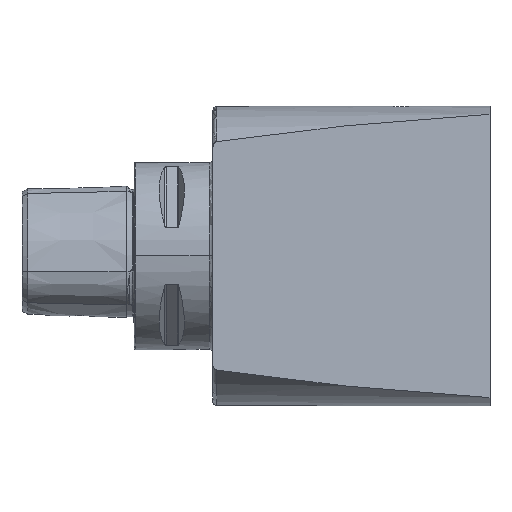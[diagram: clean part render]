
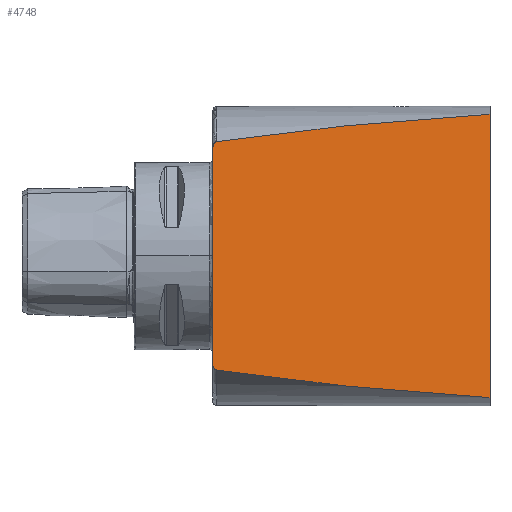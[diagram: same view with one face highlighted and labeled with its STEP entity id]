
A CAD part, top view. The second image highlights one B-rep face of the part: STEP entity #4748.
In plain terms, the highlighted planar face has unit normal (0.174, 0, 0.985).
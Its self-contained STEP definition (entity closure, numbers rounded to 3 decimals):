
#170 = CARTESIAN_POINT ( 'NONE',  ( 21.84, -30.483, 25.9 ) ) ;
#545 = CARTESIAN_POINT ( 'NONE',  ( 21., 29.187, 26.048 ) ) ;
#550 = EDGE_CURVE ( 'NONE', #2514, #7675, #6594, .T. ) ;
#753 = CARTESIAN_POINT ( 'NONE',  ( 68.216, -36.206, 17.723 ) ) ;
#996 = CARTESIAN_POINT ( 'NONE',  ( 21.44, -30.213, 25.971 ) ) ;
#1015 = EDGE_CURVE ( 'NONE', #9304, #3268, #2735, .T. ) ;
#1412 = CARTESIAN_POINT ( 'NONE',  ( 21., 29.026, 26.048 ) ) ;
#1426 = FACE_OUTER_BOUND ( 'NONE', #1442, .T. ) ;
#1442 = EDGE_LOOP ( 'NONE', ( #5940, #8749, #7779, #5190, #4977, #6105 ) ) ;
#1547 = DIRECTION ( 'NONE',  ( 0., 1., 0. ) ) ;
#1570 = CARTESIAN_POINT ( 'NONE',  ( 43.599, -33.736, 22.063 ) ) ;
#1806 = CARTESIAN_POINT ( 'NONE',  ( 21.085, -29.675, 26.033 ) ) ;
#2217 = CARTESIAN_POINT ( 'NONE',  ( 21.167, 29.81, 26.019 ) ) ;
#2242 = CARTESIAN_POINT ( 'NONE',  ( 68.216, 36.206, 17.723 ) ) ;
#2514 = VERTEX_POINT ( 'NONE', #8679 ) ;
#2641 = CARTESIAN_POINT ( 'NONE',  ( 21., -29.026, 26.048 ) ) ;
#2694 = DIRECTION ( 'NONE',  ( 0., -1., 0. ) ) ;
#2735 =( BOUNDED_CURVE ( )  B_SPLINE_CURVE ( 3, ( #6525, #753, #1570, #7363 ),
 .UNSPECIFIED., .F., .F. ) 
 B_SPLINE_CURVE_WITH_KNOTS ( ( 4, 4 ),
 ( 5.043, 5.416 ),
 .UNSPECIFIED. ) 
 CURVE ( )  GEOMETRIC_REPRESENTATION_ITEM ( )  RATIONAL_B_SPLINE_CURVE ( ( 1., 0.988, 0.988, 1. ) ) 
 REPRESENTATION_ITEM ( '' )  );
#3011 = B_SPLINE_CURVE_WITH_KNOTS ( 'NONE', 3,
 ( #5128, #170, #5952, #996, #6787, #1806, #7610, #2641 ),
 .UNSPECIFIED., .F., .F.,
 ( 4, 2, 2, 4 ),
 ( 0., 0., 0.001, 0.002 ),
 .UNSPECIFIED. ) ;
#3075 = CARTESIAN_POINT ( 'NONE',  ( 21.44, 30.212, 25.971 ) ) ;
#3268 = VERTEX_POINT ( 'NONE', #4928 ) ;
#3651 = EDGE_CURVE ( 'NONE', #3268, #5585, #3011, .T. ) ;
#3909 = CARTESIAN_POINT ( 'NONE',  ( 21.84, 30.483, 25.9 ) ) ;
#3966 = DIRECTION ( 'NONE',  ( -0.985, 0., 0.174 ) ) ;
#4336 = VERTEX_POINT ( 'NONE', #8207 ) ;
#4703 = CARTESIAN_POINT ( 'NONE',  ( 21.022, 29.35, 26.044 ) ) ;
#4736 = EDGE_CURVE ( 'NONE', #7675, #4336, #5797, .T. ) ;
#4748 = ADVANCED_FACE ( 'NONE', ( #1426 ), #8083, .F. ) ;
#4928 = CARTESIAN_POINT ( 'NONE',  ( 22., -30.506, 25.872 ) ) ;
#4977 = ORIENTED_EDGE ( 'NONE', *, *, #7268, .F. ) ;
#5128 = CARTESIAN_POINT ( 'NONE',  ( 22., -30.506, 25.872 ) ) ;
#5190 = ORIENTED_EDGE ( 'NONE', *, *, #1015, .F. ) ;
#5365 = LINE ( 'NONE', #8474, #7559 ) ;
#5585 = VERTEX_POINT ( 'NONE', #6450 ) ;
#5789 = VECTOR ( 'NONE', #1547, 1000. ) ;
#5797 =( BOUNDED_CURVE ( )  B_SPLINE_CURVE ( 3, ( #8835, #6386, #2242, #8049 ),
 .UNSPECIFIED., .F., .F. ) 
 B_SPLINE_CURVE_WITH_KNOTS ( ( 4, 4 ),
 ( 0.867, 1.24 ),
 .UNSPECIFIED. ) 
 CURVE ( )  GEOMETRIC_REPRESENTATION_ITEM ( )  RATIONAL_B_SPLINE_CURVE ( ( 1., 0.988, 0.988, 1. ) ) 
 REPRESENTATION_ITEM ( '' )  );
#5940 = ORIENTED_EDGE ( 'NONE', *, *, #550, .F. ) ;
#5952 = CARTESIAN_POINT ( 'NONE',  ( 21.693, -30.411, 25.926 ) ) ;
#6105 = ORIENTED_EDGE ( 'NONE', *, *, #4736, .F. ) ;
#6386 = CARTESIAN_POINT ( 'NONE',  ( 43.599, 33.736, 22.063 ) ) ;
#6450 = CARTESIAN_POINT ( 'NONE',  ( 21., -29.026, 26.048 ) ) ;
#6525 = CARTESIAN_POINT ( 'NONE',  ( 95., -37.829, 13. ) ) ;
#6594 = B_SPLINE_CURVE_WITH_KNOTS ( 'NONE', 3,
 ( #1412, #545, #4703, #7200, #2217, #8022, #3075, #8848, #3909, #9676 ),
 .UNSPECIFIED., .F., .F.,
 ( 4, 2, 2, 2, 4 ),
 ( 0.002, 0.002, 0.003, 0.003, 0.004 ),
 .UNSPECIFIED. ) ;
#6787 = CARTESIAN_POINT ( 'NONE',  ( 21.335, -30.087, 25.989 ) ) ;
#7200 = CARTESIAN_POINT ( 'NONE',  ( 21.105, 29.661, 26.03 ) ) ;
#7268 = EDGE_CURVE ( 'NONE', #4336, #9304, #5365, .T. ) ;
#7363 = CARTESIAN_POINT ( 'NONE',  ( 22., -30.506, 25.872 ) ) ;
#7410 = AXIS2_PLACEMENT_3D ( 'NONE', #10518, #8913, #3966 ) ;
#7559 = VECTOR ( 'NONE', #2694, 1000. ) ;
#7610 = CARTESIAN_POINT ( 'NONE',  ( 21., -29.347, 26.048 ) ) ;
#7675 = VERTEX_POINT ( 'NONE', #8150 ) ;
#7779 = ORIENTED_EDGE ( 'NONE', *, *, #3651, .F. ) ;
#8022 = CARTESIAN_POINT ( 'NONE',  ( 21.335, 30.087, 25.989 ) ) ;
#8049 = CARTESIAN_POINT ( 'NONE',  ( 95., 37.829, 13. ) ) ;
#8083 = PLANE ( 'NONE',  #7410 ) ;
#8150 = CARTESIAN_POINT ( 'NONE',  ( 22., 30.506, 25.872 ) ) ;
#8207 = CARTESIAN_POINT ( 'NONE',  ( 95., 37.829, 13. ) ) ;
#8474 = CARTESIAN_POINT ( 'NONE',  ( 95., 40., 13. ) ) ;
#8572 = CARTESIAN_POINT ( 'NONE',  ( 95., -37.829, 13. ) ) ;
#8679 = CARTESIAN_POINT ( 'NONE',  ( 21., 29.026, 26.048 ) ) ;
#8749 = ORIENTED_EDGE ( 'NONE', *, *, #10563, .F. ) ;
#8835 = CARTESIAN_POINT ( 'NONE',  ( 22., 30.506, 25.872 ) ) ;
#8848 = CARTESIAN_POINT ( 'NONE',  ( 21.692, 30.41, 25.926 ) ) ;
#8913 = DIRECTION ( 'NONE',  ( -0.174, 0., -0.985 ) ) ;
#9304 = VERTEX_POINT ( 'NONE', #8572 ) ;
#9676 = CARTESIAN_POINT ( 'NONE',  ( 22., 30.506, 25.872 ) ) ;
#9776 = CARTESIAN_POINT ( 'NONE',  ( 21., 26., 26.048 ) ) ;
#9910 = LINE ( 'NONE', #9776, #5789 ) ;
#10518 = CARTESIAN_POINT ( 'NONE',  ( 95., -40., 13. ) ) ;
#10563 = EDGE_CURVE ( 'NONE', #5585, #2514, #9910, .T. ) ;
